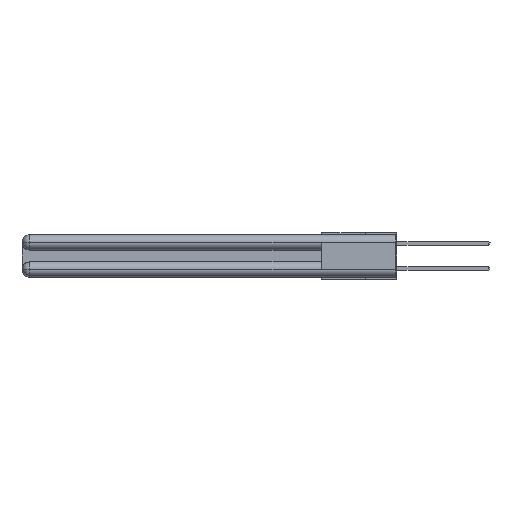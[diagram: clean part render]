
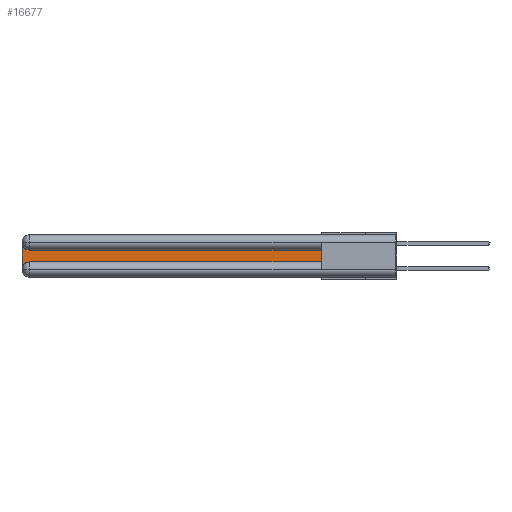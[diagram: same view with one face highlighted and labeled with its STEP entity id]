
A CAD part, left-side view. The second image highlights one B-rep face of the part: STEP entity #16677.
In plain terms, the highlighted planar face has unit normal (-1, 0, 0).
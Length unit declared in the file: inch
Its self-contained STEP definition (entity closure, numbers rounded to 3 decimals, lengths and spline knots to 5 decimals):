
#1087 = EDGE_LOOP ( 'NONE', ( #33555, #11562, #14183, #11477, #22028, #8941 ) ) ;
#1680 = VERTEX_POINT ( 'NONE', #7188 ) ;
#3789 = CARTESIAN_POINT ( 'NONE',  ( 0.075, 2.94, -0.0625 ) ) ;
#4418 = DIRECTION ( 'NONE',  ( 0., 1., 0. ) ) ;
#4424 = VERTEX_POINT ( 'NONE', #19501 ) ;
#5019 = FACE_OUTER_BOUND ( 'NONE', #1087, .T. ) ;
#5886 = EDGE_CURVE ( 'NONE', #19961, #25628, #29335, .T. ) ;
#6366 = DIRECTION ( 'NONE',  ( 1., 0., 0. ) ) ;
#7003 = VERTEX_POINT ( 'NONE', #15310 ) ;
#7188 = CARTESIAN_POINT ( 'NONE',  ( 0.075, 3., -0.0625 ) ) ;
#7459 = DIRECTION ( 'NONE',  ( 0., -1., 0. ) ) ;
#8941 = ORIENTED_EDGE ( 'NONE', *, *, #5886, .T. ) ;
#9856 = DIRECTION ( 'NONE',  ( 0., 0., -1. ) ) ;
#10212 = PLANE ( 'NONE',  #33006 ) ;
#10349 = DIRECTION ( 'NONE',  ( 1., 0., 0. ) ) ;
#11477 = ORIENTED_EDGE ( 'NONE', *, *, #18759, .T. ) ;
#11562 = ORIENTED_EDGE ( 'NONE', *, *, #29678, .T. ) ;
#11662 = VECTOR ( 'NONE', #25932, 39.37008 ) ;
#11846 = CARTESIAN_POINT ( 'NONE',  ( 0.075, 0.6, -0.2175 ) ) ;
#12942 = CARTESIAN_POINT ( 'NONE',  ( 0.075, 0.6, -0.1225 ) ) ;
#14183 = ORIENTED_EDGE ( 'NONE', *, *, #21201, .T. ) ;
#14471 = LINE ( 'NONE', #24249, #23569 ) ;
#15139 = LINE ( 'NONE', #25416, #22458 ) ;
#15310 = CARTESIAN_POINT ( 'NONE',  ( 0.075, 3., -0.2775 ) ) ;
#15636 = DIRECTION ( 'NONE',  ( 1., 0., 0. ) ) ;
#16655 = CIRCLE ( 'NONE', #19591, 0.06 ) ;
#16677 = ADVANCED_FACE ( 'NONE', ( #5019 ), #10212, .F. ) ;
#18397 = EDGE_CURVE ( 'NONE', #4424, #19961, #14471, .T. ) ;
#18534 = CIRCLE ( 'NONE', #27215, 0.06 ) ;
#18759 = EDGE_CURVE ( 'NONE', #7003, #4424, #16655, .T. ) ;
#19006 = VECTOR ( 'NONE', #4418, 39.37008 ) ;
#19501 = CARTESIAN_POINT ( 'NONE',  ( 0.075, 2.94, -0.2175 ) ) ;
#19591 = AXIS2_PLACEMENT_3D ( 'NONE', #29637, #10349, #23966 ) ;
#19961 = VERTEX_POINT ( 'NONE', #34606 ) ;
#20686 = CARTESIAN_POINT ( 'NONE',  ( 0.075, 3., -0.1225 ) ) ;
#21201 = EDGE_CURVE ( 'NONE', #1680, #7003, #15139, .T. ) ;
#22028 = ORIENTED_EDGE ( 'NONE', *, *, #18397, .T. ) ;
#22458 = VECTOR ( 'NONE', #31074, 39.37008 ) ;
#23569 = VECTOR ( 'NONE', #7459, 39.37008 ) ;
#23966 = DIRECTION ( 'NONE',  ( 0., 0., -1. ) ) ;
#24249 = CARTESIAN_POINT ( 'NONE',  ( 0.075, 0.6, -0.2175 ) ) ;
#25416 = CARTESIAN_POINT ( 'NONE',  ( 0.075, 3., -0.2175 ) ) ;
#25628 = VERTEX_POINT ( 'NONE', #12942 ) ;
#25697 = CARTESIAN_POINT ( 'NONE',  ( 0.075, 2.94, -0.1225 ) ) ;
#25932 = DIRECTION ( 'NONE',  ( 0., 0., 1. ) ) ;
#26347 = LINE ( 'NONE', #34434, #19006 ) ;
#27215 = AXIS2_PLACEMENT_3D ( 'NONE', #3789, #6366, #31247 ) ;
#29221 = EDGE_CURVE ( 'NONE', #25628, #29703, #26347, .T. ) ;
#29335 = LINE ( 'NONE', #11846, #11662 ) ;
#29637 = CARTESIAN_POINT ( 'NONE',  ( 0.075, 2.94, -0.2775 ) ) ;
#29678 = EDGE_CURVE ( 'NONE', #29703, #1680, #18534, .T. ) ;
#29703 = VERTEX_POINT ( 'NONE', #25697 ) ;
#31074 = DIRECTION ( 'NONE',  ( 0., 0., -1. ) ) ;
#31247 = DIRECTION ( 'NONE',  ( 0., 0., -1. ) ) ;
#33006 = AXIS2_PLACEMENT_3D ( 'NONE', #20686, #15636, #9856 ) ;
#33555 = ORIENTED_EDGE ( 'NONE', *, *, #29221, .T. ) ;
#34434 = CARTESIAN_POINT ( 'NONE',  ( 0.075, 0.6, -0.1225 ) ) ;
#34606 = CARTESIAN_POINT ( 'NONE',  ( 0.075, 0.6, -0.2175 ) ) ;
